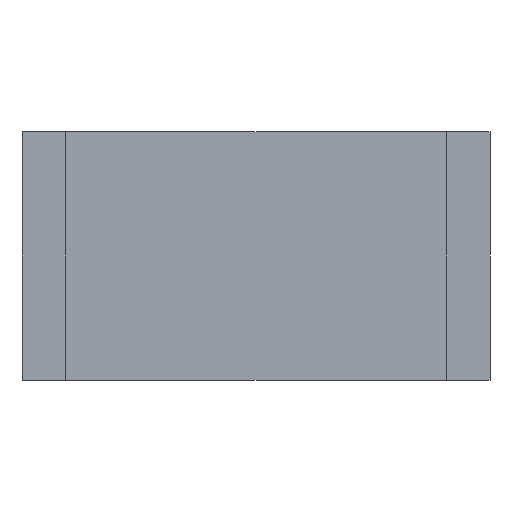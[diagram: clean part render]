
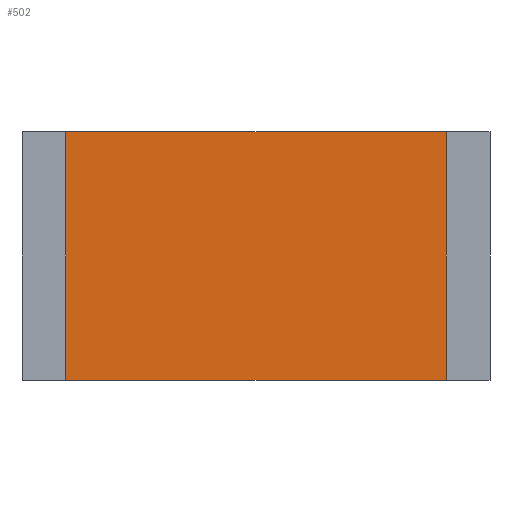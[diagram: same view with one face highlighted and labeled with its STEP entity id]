
A CAD part, front view. The second image highlights one B-rep face of the part: STEP entity #502.
In plain terms, the highlighted planar face has unit normal (0, -1, 0).
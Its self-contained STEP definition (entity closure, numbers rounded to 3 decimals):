
#40=ORIENTED_EDGE('',*,*,#120,.F.);
#41=ORIENTED_EDGE('',*,*,#133,.T.);
#42=ORIENTED_EDGE('',*,*,#124,.F.);
#43=ORIENTED_EDGE('',*,*,#134,.T.);
#120=EDGE_CURVE('',#168,#169,#200,.T.);
#124=EDGE_CURVE('',#172,#173,#204,.T.);
#133=EDGE_CURVE('',#168,#173,#213,.T.);
#134=EDGE_CURVE('',#172,#169,#214,.T.);
#168=VERTEX_POINT('',#644);
#169=VERTEX_POINT('',#646);
#172=VERTEX_POINT('',#654);
#173=VERTEX_POINT('',#655);
#200=LINE('',#645,#248);
#204=LINE('',#653,#252);
#213=LINE('',#670,#261);
#214=LINE('',#671,#262);
#248=VECTOR('',#552,1000.);
#252=VECTOR('',#558,1000.);
#261=VECTOR('',#571,1000.);
#262=VECTOR('',#572,1000.);
#295=EDGE_LOOP('',(#40,#41,#42,#43));
#317=FACE_BOUND('',#295,.T.);
#339=PLANE('',#527);
#502=ADVANCED_FACE('',(#317),#339,.F.);
#527=AXIS2_PLACEMENT_3D('',#669,#569,#570);
#552=DIRECTION('',(-1.,0.,0.));
#558=DIRECTION('',(1.,0.,0.));
#569=DIRECTION('',(0.,1.,0.));
#570=DIRECTION('',(0.,0.,1.));
#571=DIRECTION('',(0.,0.,1.));
#572=DIRECTION('',(0.,0.,-1.));
#644=CARTESIAN_POINT('',(1.3,-0.25,-0.85));
#645=CARTESIAN_POINT('',(1.6,-0.25,-0.85));
#646=CARTESIAN_POINT('',(-1.3,-0.25,-0.85));
#653=CARTESIAN_POINT('',(-1.6,-0.25,0.85));
#654=CARTESIAN_POINT('',(-1.3,-0.25,0.85));
#655=CARTESIAN_POINT('',(1.3,-0.25,0.85));
#669=CARTESIAN_POINT('',(0.,-0.25,0.));
#670=CARTESIAN_POINT('',(1.3,-0.25,-0.85));
#671=CARTESIAN_POINT('',(-1.3,-0.25,0.85));
